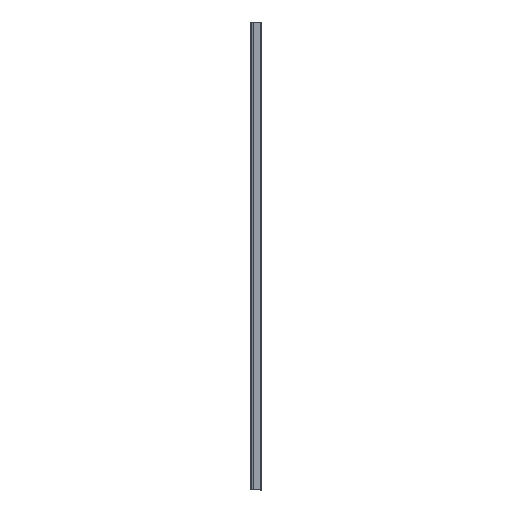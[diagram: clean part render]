
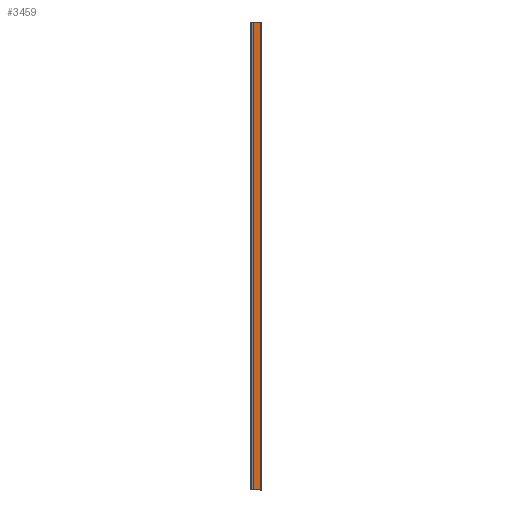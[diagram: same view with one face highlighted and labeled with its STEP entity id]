
A CAD part, left-side view. The second image highlights one B-rep face of the part: STEP entity #3459.
In plain terms, the highlighted face is planar.
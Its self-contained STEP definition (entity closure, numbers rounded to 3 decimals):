
#1160 = ORIENTED_EDGE ( 'NONE', *, *, #23616, .T. ) ;
#2153 = DIRECTION ( 'NONE',  ( -1., 0., 0. ) ) ;
#2223 = AXIS2_PLACEMENT_3D ( 'NONE', #6881, #30146, #26568 ) ;
#3230 = VERTEX_POINT ( 'NONE', #33440 ) ;
#3459 = ADVANCED_FACE ( 'NONE', ( #32434 ), #35658, .F. ) ;
#3562 = EDGE_CURVE ( 'NONE', #17775, #28999, #33744, .T. ) ;
#5232 = CARTESIAN_POINT ( 'NONE',  ( 1500., 51.739, 56.5 ) ) ;
#6881 = CARTESIAN_POINT ( 'NONE',  ( 1500., 11.231, 56.5 ) ) ;
#12551 = CARTESIAN_POINT ( 'NONE',  ( 1500., 5.244, 56.5 ) ) ;
#13093 = CARTESIAN_POINT ( 'NONE',  ( 1500., 51.739, 56.5 ) ) ;
#16550 = CARTESIAN_POINT ( 'NONE',  ( -1500., 11.231, 56.5 ) ) ;
#16727 = DIRECTION ( 'NONE',  ( 0., -1., 0. ) ) ;
#17173 = EDGE_CURVE ( 'NONE', #23887, #3230, #34991, .T. ) ;
#17714 = CARTESIAN_POINT ( 'NONE',  ( 1500., 5.244, 56.5 ) ) ;
#17775 = VERTEX_POINT ( 'NONE', #23264 ) ;
#17884 = EDGE_LOOP ( 'NONE', ( #1160, #34096, #20578, #37232 ) ) ;
#20578 = ORIENTED_EDGE ( 'NONE', *, *, #37301, .F. ) ;
#22218 = LINE ( 'NONE', #16550, #25921 ) ;
#23264 = CARTESIAN_POINT ( 'NONE',  ( 1500., 51.739, 56.5 ) ) ;
#23616 = EDGE_CURVE ( 'NONE', #28999, #3230, #22218, .T. ) ;
#23768 = DIRECTION ( 'NONE',  ( -1., 0., 0. ) ) ;
#23887 = VERTEX_POINT ( 'NONE', #12551 ) ;
#25796 = VECTOR ( 'NONE', #2153, 1000. ) ;
#25921 = VECTOR ( 'NONE', #28127, 1000. ) ;
#26568 = DIRECTION ( 'NONE',  ( -1., 0., 0. ) ) ;
#28127 = DIRECTION ( 'NONE',  ( 0., -1., 0. ) ) ;
#28690 = LINE ( 'NONE', #5232, #35849 ) ;
#28999 = VERTEX_POINT ( 'NONE', #36760 ) ;
#30146 = DIRECTION ( 'NONE',  ( 0., 0., -1. ) ) ;
#32434 = FACE_OUTER_BOUND ( 'NONE', #17884, .T. ) ;
#33440 = CARTESIAN_POINT ( 'NONE',  ( -1500., 5.244, 56.5 ) ) ;
#33744 = LINE ( 'NONE', #13093, #25796 ) ;
#34096 = ORIENTED_EDGE ( 'NONE', *, *, #17173, .F. ) ;
#34386 = VECTOR ( 'NONE', #23768, 1000. ) ;
#34991 = LINE ( 'NONE', #17714, #34386 ) ;
#35658 = PLANE ( 'NONE',  #2223 ) ;
#35849 = VECTOR ( 'NONE', #16727, 1000. ) ;
#36760 = CARTESIAN_POINT ( 'NONE',  ( -1500., 51.739, 56.5 ) ) ;
#37232 = ORIENTED_EDGE ( 'NONE', *, *, #3562, .T. ) ;
#37301 = EDGE_CURVE ( 'NONE', #17775, #23887, #28690, .T. ) ;
